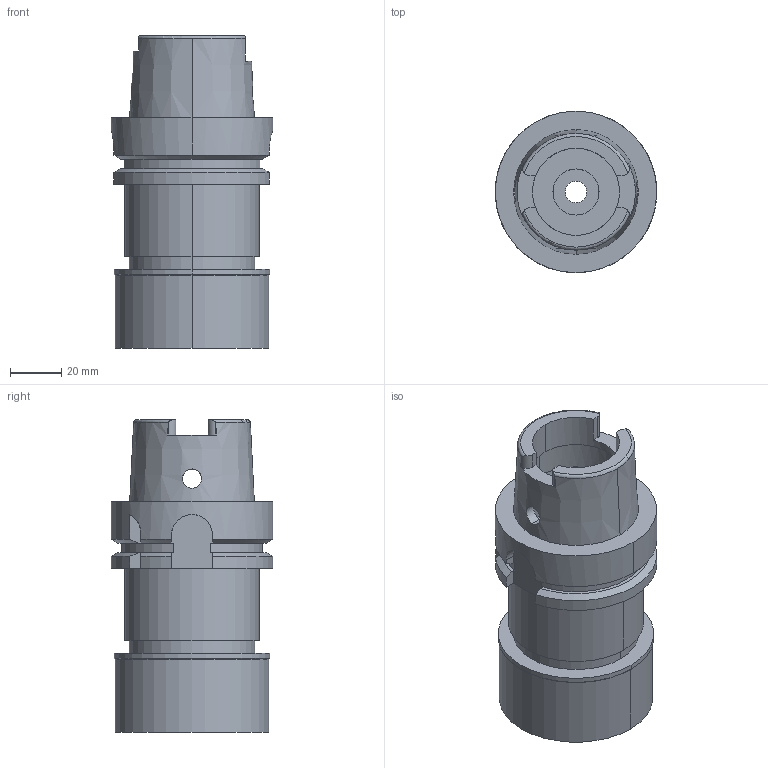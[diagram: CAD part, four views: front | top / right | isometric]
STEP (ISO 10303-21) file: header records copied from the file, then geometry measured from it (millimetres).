
FILE_DESCRIPTION((''),'2;1');
FILE_NAME('HA63MN25090-254_ASM','2017-11-01T',('ykawabe'),(''),'CREO PARAMETRIC BY PTC INC, 2016380','CREO PARAMETRIC BY PTC INC, 2016380','');
FILE_SCHEMA(('AUTOMOTIVE_DESIGN { 1 0 10303 214 1 1 1 1 }'));
Length unit declared in the file: millimetre
Products named in the file (5): HSK-A63-MEGA25N-90_1; NBC25-25_4_1; MGN25_1; DXF_TEMP_ASSY_ASM_4_ASM; HA63MN25090-254_ASM
Assembly tree (4 placements, depth 3):
  HA63MN25090-254_ASM
    DXF_TEMP_ASSY_ASM_4_ASM
      HSK-A63-MEGA25N-90_1
      NBC25-25_4_1
      MGN25_1
Bounding box: 63 x 63 x 122 mm (x, y, z)
Volume: 201507.2 mm3; surface area: 60357.3 mm2
Topology: 3 solids, 3 shells, 132 faces, 343 edges, 229 vertices
Faces by surface type: cylinder 57, plane 51, cone 20, torus 4
Entity records: 6092 total; most frequent: CARTESIAN_POINT 1043, DIRECTION 772, ORIENTED_EDGE 686, PRESENTATION_STYLE_ASSIGNMENT 351, STYLED_ITEM 351, CURVE_STYLE 348, EDGE_CURVE 343, AXIS2_PLACEMENT_3D 314
